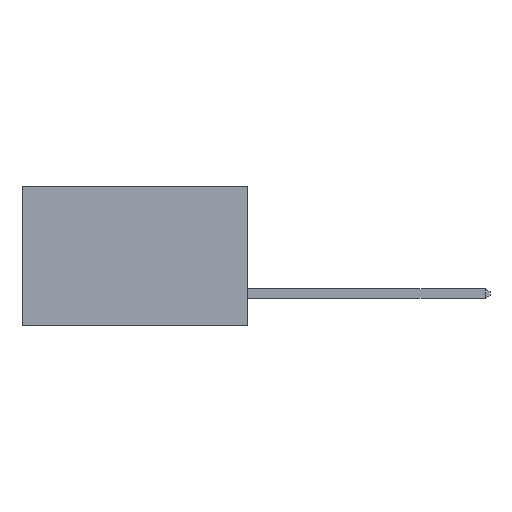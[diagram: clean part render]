
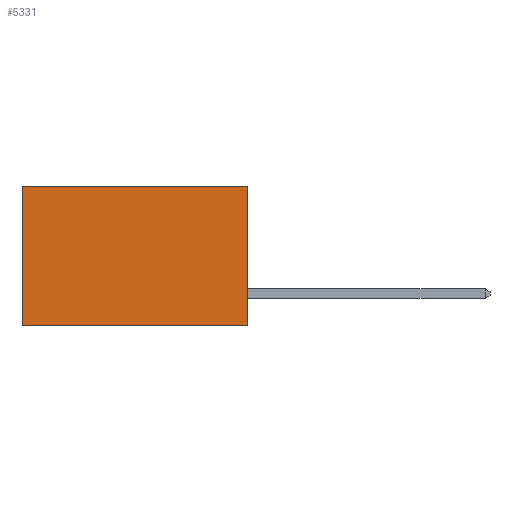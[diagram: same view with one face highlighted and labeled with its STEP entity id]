
A CAD part, left-side view. The second image highlights one B-rep face of the part: STEP entity #5331.
In plain terms, the highlighted planar face has unit normal (-1, 0, 0).
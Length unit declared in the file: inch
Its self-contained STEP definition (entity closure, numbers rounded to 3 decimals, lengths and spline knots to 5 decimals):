
#585 = DIRECTION ( 'NONE',  ( 0., 0., -1. ) ) ;
#598 = DIRECTION ( 'NONE',  ( 1., 0., 0. ) ) ;
#665 = VERTEX_POINT ( 'NONE', #7102 ) ;
#727 = PLANE ( 'NONE',  #8466 ) ;
#752 = CARTESIAN_POINT ( 'NONE',  ( 0.2615, 0., -0.37 ) ) ;
#1356 = LINE ( 'NONE', #2702, #9228 ) ;
#1389 = VECTOR ( 'NONE', #8868, 39.37008 ) ;
#1712 = VECTOR ( 'NONE', #3443, 39.37008 ) ;
#2481 = DIRECTION ( 'NONE',  ( 0., 1., 0. ) ) ;
#2702 = CARTESIAN_POINT ( 'NONE',  ( 0.2615, 0., 0. ) ) ;
#2826 = CARTESIAN_POINT ( 'NONE',  ( 0.2615, 0.6, -0.37 ) ) ;
#3443 = DIRECTION ( 'NONE',  ( 0., 0., -1. ) ) ;
#3445 = CARTESIAN_POINT ( 'NONE',  ( 0.2615, 0., -0.37 ) ) ;
#3453 = CARTESIAN_POINT ( 'NONE',  ( 0.2615, 0., -0.37 ) ) ;
#3454 = DIRECTION ( 'NONE',  ( 0., 1., 0. ) ) ;
#3457 = VERTEX_POINT ( 'NONE', #2826 ) ;
#4201 = EDGE_LOOP ( 'NONE', ( #7856, #7585, #7836, #7019 ) ) ;
#4743 = VECTOR ( 'NONE', #3454, 39.37008 ) ;
#5022 = EDGE_CURVE ( 'NONE', #8072, #3457, #6557, .T. ) ;
#5331 = ADVANCED_FACE ( 'NONE', ( #6427 ), #727, .F. ) ;
#5540 = CARTESIAN_POINT ( 'NONE',  ( 0.2615, 0.6, 0. ) ) ;
#5799 = EDGE_CURVE ( 'NONE', #665, #8072, #5953, .T. ) ;
#5953 = LINE ( 'NONE', #3453, #1712 ) ;
#6427 = FACE_OUTER_BOUND ( 'NONE', #4201, .T. ) ;
#6557 = LINE ( 'NONE', #3445, #4743 ) ;
#6704 = VERTEX_POINT ( 'NONE', #5540 ) ;
#7019 = ORIENTED_EDGE ( 'NONE', *, *, #9413, .T. ) ;
#7102 = CARTESIAN_POINT ( 'NONE',  ( 0.2615, 0., 0. ) ) ;
#7585 = ORIENTED_EDGE ( 'NONE', *, *, #5022, .F. ) ;
#7646 = LINE ( 'NONE', #8907, #1389 ) ;
#7836 = ORIENTED_EDGE ( 'NONE', *, *, #5799, .F. ) ;
#7856 = ORIENTED_EDGE ( 'NONE', *, *, #7937, .T. ) ;
#7937 = EDGE_CURVE ( 'NONE', #6704, #3457, #7646, .T. ) ;
#8072 = VERTEX_POINT ( 'NONE', #8257 ) ;
#8257 = CARTESIAN_POINT ( 'NONE',  ( 0.2615, 0., -0.37 ) ) ;
#8466 = AXIS2_PLACEMENT_3D ( 'NONE', #752, #598, #585 ) ;
#8868 = DIRECTION ( 'NONE',  ( 0., 0., -1. ) ) ;
#8907 = CARTESIAN_POINT ( 'NONE',  ( 0.2615, 0.6, -0.37 ) ) ;
#9228 = VECTOR ( 'NONE', #2481, 39.37008 ) ;
#9413 = EDGE_CURVE ( 'NONE', #665, #6704, #1356, .T. ) ;
